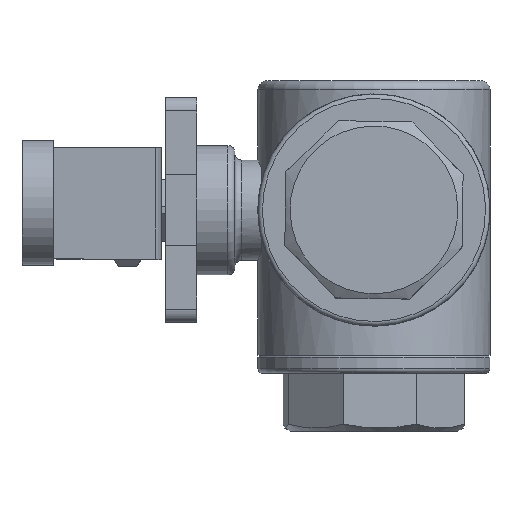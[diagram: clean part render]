
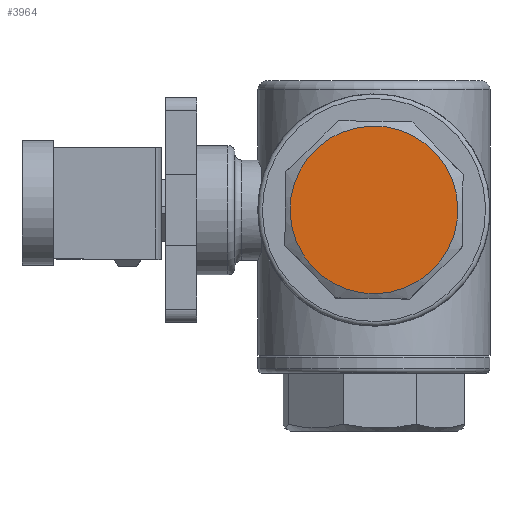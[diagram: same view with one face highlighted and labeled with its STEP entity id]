
A CAD part, top view. The second image highlights one B-rep face of the part: STEP entity #3964.
In plain terms, the highlighted planar face has unit normal (0, 0, 1).
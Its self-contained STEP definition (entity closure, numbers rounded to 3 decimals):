
#299=FACE_OUTER_BOUND('',#518,.T.);
#518=EDGE_LOOP('',(#3008));
#723=CIRCLE('',#4275,18.792);
#1692=VERTEX_POINT('',#6256);
#2156=EDGE_CURVE('',#1692,#1692,#723,.T.);
#3008=ORIENTED_EDGE('',*,*,#2156,.T.);
#3590=PLANE('',#4276);
#3964=ADVANCED_FACE('',(#299),#3590,.T.);
#4275=AXIS2_PLACEMENT_3D('',#6257,#5003,#5004);
#4276=AXIS2_PLACEMENT_3D('',#6259,#5006,#5007);
#5003=DIRECTION('center_axis',(0.,0.,
1.));
#5004=DIRECTION('ref_axis',(0.93,0.369,0.));
#5006=DIRECTION('center_axis',(0.,0.,
1.));
#5007=DIRECTION('ref_axis',(-0.369,0.93,0.));
#6256=CARTESIAN_POINT('',(-17.469,-6.925,82.));
#6257=CARTESIAN_POINT('Origin',(0.,0.,
82.));
#6259=CARTESIAN_POINT('Origin',(15.292,6.062,82.));
